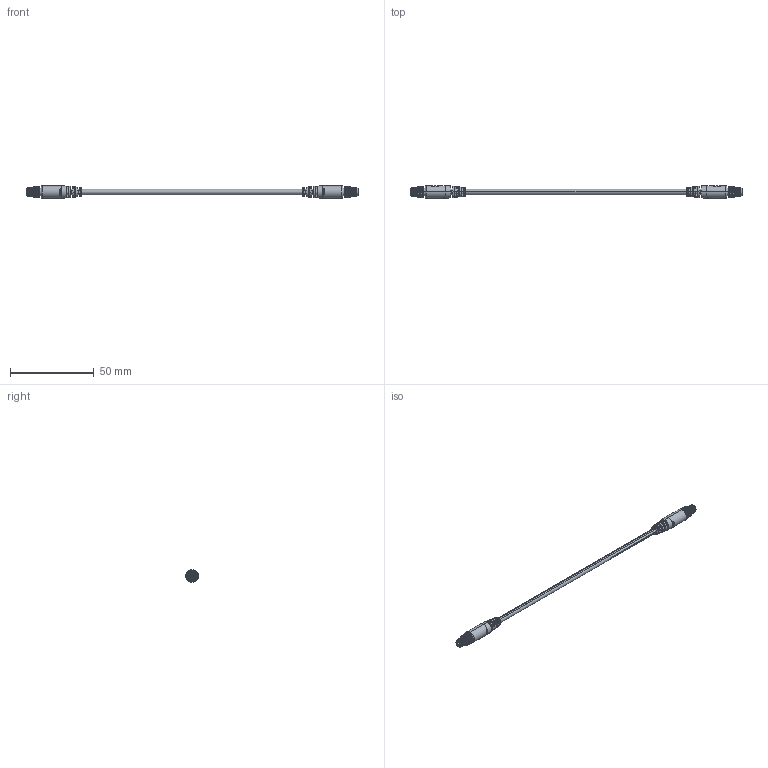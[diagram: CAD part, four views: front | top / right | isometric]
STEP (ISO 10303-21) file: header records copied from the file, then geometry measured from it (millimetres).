
FILE_DESCRIPTION (( 'STEP AP203' ), '1' );
FILE_NAME ('10-03875_revA.STEP', '2021-01-15T23:13:49', ( '' ), ( '' ), 'SwSTEP 2.0', 'SolidWorks 2015', '' );
FILE_SCHEMA (( 'CONFIG_CONTROL_DESIGN' ));
Length unit declared in the file: millimetre
Products named in the file (9): M5Male_shield; M5Male_pin_13.75 mm; 24-00356; M5M4P; M5Male_inline threads; 30-01639_blunt cut; 10-03875_revA; 50-00671
Assembly tree (13 placements, depth 4):
  10-03875_revA
    30-01639_blunt cut
    24-00356  x2
    50-00671  x2
      M5Male_inline threads
      M5M4P
        M5M4P
        M5Male_pin_13.75 mm  x4
      M5Male_shield
Bounding box: 198.76 x 7.58 x 7.5 mm (x, y, z)
Volume: 3412.3 mm3; surface area: 24995.6 mm2
Topology: 255 solids, 255 shells, 3096 faces, 6630 edges, 4076 vertices
Faces by surface type: cylinder 1388, bspline 880, plane 656, torus 144, sphere 16, cone 12
Entity records: 69040 total; most frequent: CARTESIAN_POINT 21208, DIRECTION 9442, ORIENTED_EDGE 9304, EDGE_CURVE 4652, AXIS2_PLACEMENT_3D 4032, VERTEX_POINT 2933, EDGE_LOOP 2739, FACE_OUTER_BOUND 2228
